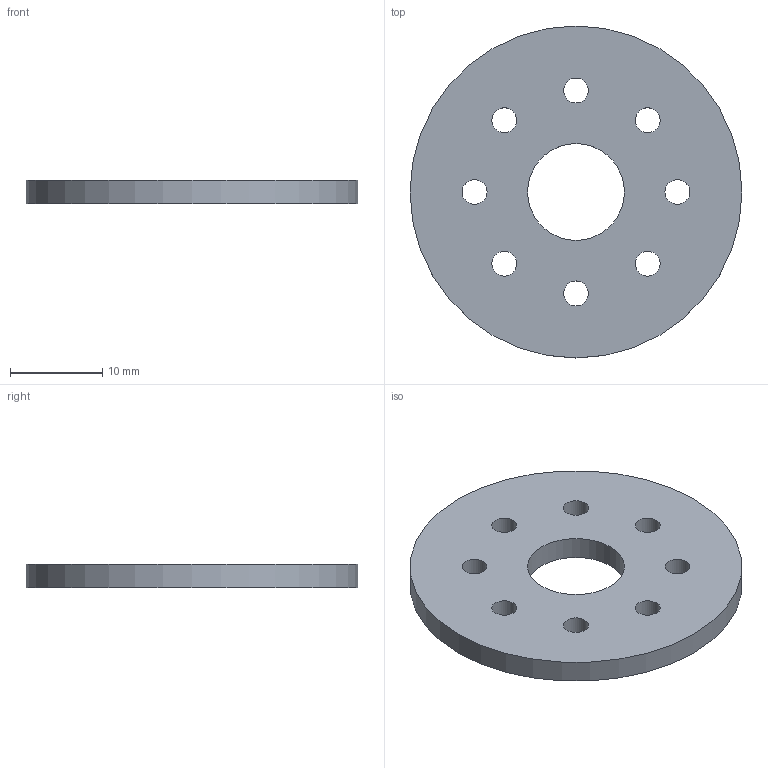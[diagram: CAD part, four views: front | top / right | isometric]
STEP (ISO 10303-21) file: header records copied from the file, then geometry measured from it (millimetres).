
FILE_DESCRIPTION(/* description */ (''),/* implementation_level */ '2;1');
FILE_NAME(/* name */ 'Pulley_base.stp',/* time_stamp */ '2020-05-08T18:58:03+12:00',/* author */ ('Ajay Yadiki'),/* organization */ (''),/* preprocessor_version */ 'ST-DEVELOPER v18',/* originating_system */ 'Autodesk Inventor 2020',/* authorisation */ '');
FILE_SCHEMA (('AUTOMOTIVE_DESIGN { 1 0 10303 214 3 1 1 }'));
Length unit declared in the file: millimetre
Products named in the file (1): Pulley_base
Bounding box: 36 x 36 x 2.5 mm (x, y, z)
Volume: 2213.7 mm3; surface area: 2305.8 mm2
Topology: 1 solids, 1 shells, 12 faces, 41 edges, 31 vertices
Faces by surface type: cylinder 10, plane 2
Full cylindrical faces by diameter (mm): 2.7 x8, 10.5 x1, 36 x1
Entity records: 561 total; most frequent: DIRECTION 98, CARTESIAN_POINT 85, ORIENTED_EDGE 82, AXIS2_PLACEMENT_3D 44, EDGE_CURVE 41, CIRCLE 31, VERTEX_POINT 31, EDGE_LOOP 30
